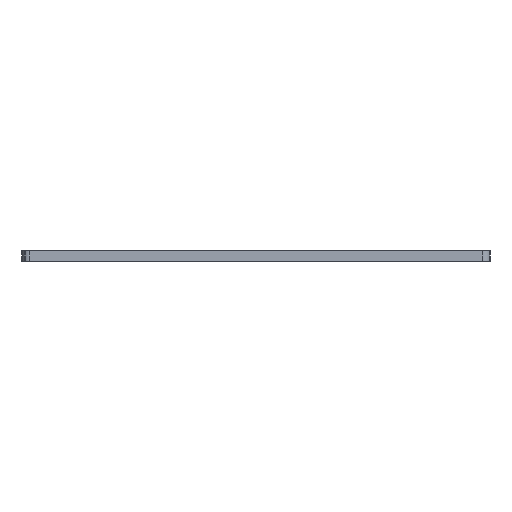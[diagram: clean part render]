
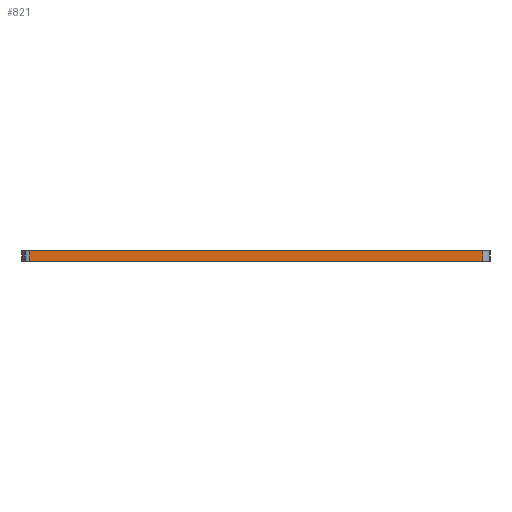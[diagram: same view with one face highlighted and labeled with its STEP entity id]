
A CAD part, left-side view. The second image highlights one B-rep face of the part: STEP entity #821.
In plain terms, the highlighted planar face has unit normal (-1, 0, 0).
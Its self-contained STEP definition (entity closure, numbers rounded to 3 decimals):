
#144=FACE_OUTER_BOUND('',#184,.T.);
#184=EDGE_LOOP('',(#678,#679,#680,#681));
#276=LINE('',#1385,#344);
#277=LINE('',#1388,#345);
#278=LINE('',#1390,#346);
#279=LINE('',#1391,#347);
#344=VECTOR('',#1150,10.);
#345=VECTOR('',#1153,10.);
#346=VECTOR('',#1154,10.);
#347=VECTOR('',#1155,10.);
#420=VERTEX_POINT('',#1381);
#421=VERTEX_POINT('',#1383);
#422=VERTEX_POINT('',#1387);
#423=VERTEX_POINT('',#1389);
#530=EDGE_CURVE('',#420,#421,#276,.T.);
#531=EDGE_CURVE('',#422,#420,#277,.T.);
#532=EDGE_CURVE('',#423,#421,#278,.T.);
#533=EDGE_CURVE('',#422,#423,#279,.T.);
#678=ORIENTED_EDGE('',*,*,#531,.T.);
#679=ORIENTED_EDGE('',*,*,#530,.T.);
#680=ORIENTED_EDGE('',*,*,#532,.F.);
#681=ORIENTED_EDGE('',*,*,#533,.F.);
#783=PLANE('',#926);
#821=ADVANCED_FACE('',(#144),#783,.T.);
#926=AXIS2_PLACEMENT_3D('',#1386,#1151,#1152);
#1150=DIRECTION('',(0.,0.,1.));
#1151=DIRECTION('center_axis',(-1.,0.,0.));
#1152=DIRECTION('ref_axis',(0.,-1.,0.));
#1153=DIRECTION('',(0.,-1.,0.));
#1154=DIRECTION('',(0.,-1.,0.));
#1155=DIRECTION('',(0.,0.,1.));
#1381=CARTESIAN_POINT('',(33.545,-160.609,1.6));
#1383=CARTESIAN_POINT('',(33.545,-160.609,4.6));
#1385=CARTESIAN_POINT('',(33.545,-160.609,1.6));
#1386=CARTESIAN_POINT('Origin',(33.545,-33.609,1.6));
#1387=CARTESIAN_POINT('',(33.545,-33.609,1.6));
#1388=CARTESIAN_POINT('',(33.545,-33.609,1.6));
#1389=CARTESIAN_POINT('',(33.545,-33.609,4.6));
#1390=CARTESIAN_POINT('',(33.545,-33.609,4.6));
#1391=CARTESIAN_POINT('',(33.545,-33.609,1.6));
